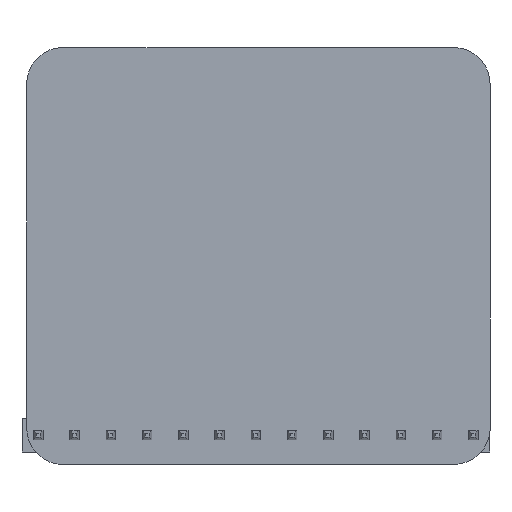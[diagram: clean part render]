
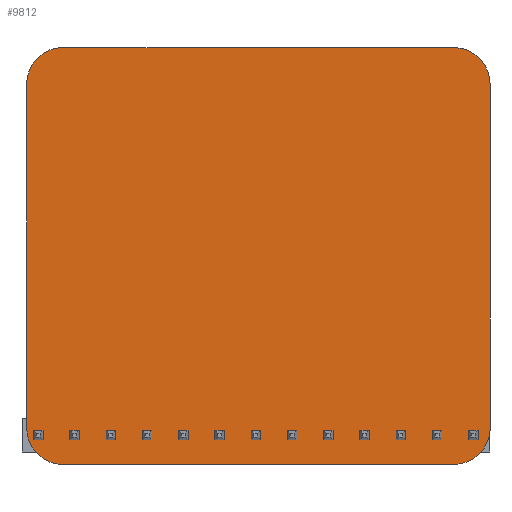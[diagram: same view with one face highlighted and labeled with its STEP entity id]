
A CAD part, front view. The second image highlights one B-rep face of the part: STEP entity #9812.
In plain terms, the highlighted planar face has unit normal (0, -1, 0).
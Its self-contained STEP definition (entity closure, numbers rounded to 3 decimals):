
#9556=CARTESIAN_POINT('',(16.408,-1.27,24.618));
#9557=VERTEX_POINT('',#9556);
#9564=CARTESIAN_POINT('',(16.408,-1.27,0.355));
#9565=VERTEX_POINT('',#9564);
#9566=CARTESIAN_POINT('',(16.408,-1.27,24.618));
#9567=DIRECTION('',(0.,0.,-1.));
#9568=VECTOR('',#9567,24.263);
#9569=LINE('',#9566,#9568);
#9570=EDGE_CURVE('',#9557,#9565,#9569,.T.);
#9595=CARTESIAN_POINT('',(13.868,-1.27,27.158));
#9596=VERTEX_POINT('',#9595);
#9603=CARTESIAN_POINT('',(13.868,-1.27,24.618));
#9604=DIRECTION('',(0.,-1.,0.));
#9605=DIRECTION('',(1.,0.,0.));
#9606=AXIS2_PLACEMENT_3D('',#9603,#9604,#9605);
#9607=CIRCLE('',#9606,2.54);
#9608=EDGE_CURVE('',#9557,#9596,#9607,.T.);
#9627=CARTESIAN_POINT('',(-13.595,-1.27,27.158));
#9628=VERTEX_POINT('',#9627);
#9635=CARTESIAN_POINT('',(-13.595,-1.27,27.158));
#9636=DIRECTION('',(1.,0.,0.));
#9637=VECTOR('',#9636,27.462);
#9638=LINE('',#9635,#9637);
#9639=EDGE_CURVE('',#9628,#9596,#9638,.T.);
#9659=CARTESIAN_POINT('',(-16.05,-1.27,24.702));
#9660=VERTEX_POINT('',#9659);
#9667=CARTESIAN_POINT('',(-13.512,-1.27,24.619));
#9668=DIRECTION('',(0.,-1.,0.));
#9669=DIRECTION('',(-0.033,0.,0.999));
#9670=AXIS2_PLACEMENT_3D('',#9667,#9668,#9669);
#9671=CIRCLE('',#9670,2.54);
#9672=EDGE_CURVE('',#9628,#9660,#9671,.T.);
#9691=CARTESIAN_POINT('',(-16.05,-1.27,0.39));
#9692=VERTEX_POINT('',#9691);
#9699=CARTESIAN_POINT('',(-16.05,-1.27,0.39));
#9700=DIRECTION('',(-0.,0.,1.));
#9701=VECTOR('',#9700,24.312);
#9702=LINE('',#9699,#9701);
#9703=EDGE_CURVE('',#9692,#9660,#9702,.T.);
#9723=CARTESIAN_POINT('',(-13.608,-1.27,-2.052));
#9724=VERTEX_POINT('',#9723);
#9731=CARTESIAN_POINT('',(-13.512,-1.27,0.486));
#9732=DIRECTION('',(0.,-1.,-0.));
#9733=DIRECTION('',(-0.999,0.,-0.038));
#9734=AXIS2_PLACEMENT_3D('',#9731,#9732,#9733);
#9735=CIRCLE('',#9734,2.54);
#9736=EDGE_CURVE('',#9692,#9724,#9735,.T.);
#9755=CARTESIAN_POINT('',(14.001,-1.27,-2.052));
#9756=VERTEX_POINT('',#9755);
#9763=CARTESIAN_POINT('',(14.001,-1.27,-2.052));
#9764=DIRECTION('',(-1.,0.,-0.));
#9765=VECTOR('',#9764,27.609);
#9766=LINE('',#9763,#9765);
#9767=EDGE_CURVE('',#9756,#9724,#9766,.T.);
#9786=CARTESIAN_POINT('',(13.871,-1.27,0.485));
#9787=DIRECTION('',(0.,-1.,-0.));
#9788=DIRECTION('',(-0.051,0.,-0.999));
#9789=AXIS2_PLACEMENT_3D('',#9786,#9787,#9788);
#9790=CIRCLE('',#9789,2.54);
#9791=EDGE_CURVE('',#9756,#9565,#9790,.T.);
#9797=CARTESIAN_POINT('',(0.,-1.27,0.));
#9798=DIRECTION('',(0.,-1.,0.));
#9799=DIRECTION('',(1.,0.,0.));
#9800=AXIS2_PLACEMENT_3D('',#9797,#9798,#9799);
#9801=PLANE('',#9800);
#9802=ORIENTED_EDGE('',*,*,#9570,.F.);
#9803=ORIENTED_EDGE('',*,*,#9608,.T.);
#9804=ORIENTED_EDGE('',*,*,#9639,.F.);
#9805=ORIENTED_EDGE('',*,*,#9672,.T.);
#9806=ORIENTED_EDGE('',*,*,#9703,.F.);
#9807=ORIENTED_EDGE('',*,*,#9736,.T.);
#9808=ORIENTED_EDGE('',*,*,#9767,.F.);
#9809=ORIENTED_EDGE('',*,*,#9791,.T.);
#9810=EDGE_LOOP('',(#9802,#9803,#9804,#9805,#9806,#9807,#9808,#9809));
#9811=FACE_BOUND('',#9810,.T.);
#9812=ADVANCED_FACE('',(#9811),#9801,.T.);
